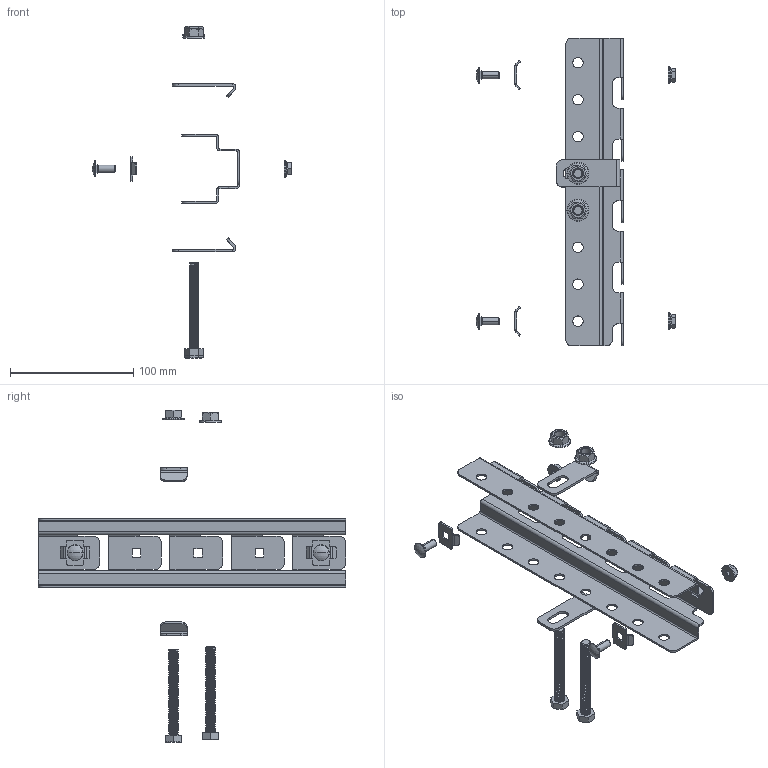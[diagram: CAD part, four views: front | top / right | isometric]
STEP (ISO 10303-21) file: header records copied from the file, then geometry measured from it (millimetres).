
FILE_DESCRIPTION (( 'STEP AP203' ), '1' );
FILE_NAME ('鎔艜鍒鍷 1.STEP', '2022-10-21T16:02:18', ( '' ), ( '' ), 'SwSTEP 2.0', 'SolidWorks 2022', '' );
FILE_SCHEMA (( 'CONFIG_CONTROL_DESIGN' ));
Length unit declared in the file: millimetre
Products named in the file (9): 38_Комплект соединительный проволочный; 38_КИВА 189.30.01 Крепление винтовое; 38_Гайка Din 6923_М8; Болт ГОСТ 7798 (new)_М8х70; 38_Болт (КС М6х10); 38_Гайка фланцевая DIN 6923_М6; 38_КИВА 189.30.02 Кронштейн; 38_КИВА.185.00.04 Соединитель одинарный 4r4; Винтовое 1
Assembly tree (12 placements, depth 3):
  Винтовое 1
    38_КИВА 189.30.02 Кронштейн  x2
    38_КИВА 189.30.01 Крепление винтовое
    Болт ГОСТ 7798 (new)_М8х70  x2
    38_Гайка Din 6923_М8  x2
    38_Комплект соединительный проволочный  x2
      38_КИВА.185.00.04 Соединитель одинарный 4r4
      38_Болт (КС М6х10)
      38_Гайка фланцевая DIN 6923_М6
Bounding box: 162.1 x 250 x 269.83 mm (x, y, z)
Volume: 64429.7 mm3; surface area: 83710.1 mm2
Topology: 13 solids, 13 shells, 760 faces, 1934 edges, 1182 vertices
Faces by surface type: cylinder 360, plane 288, cone 60, bspline 28, torus 12, sphere 12
Entity records: 28415 total; most frequent: CARTESIAN_POINT 15862, ORIENTED_EDGE 2502, DIRECTION 2285, EDGE_CURVE 1251, AXIS2_PLACEMENT_3D 803, VERTEX_POINT 767, VECTOR 679, LINE 679
